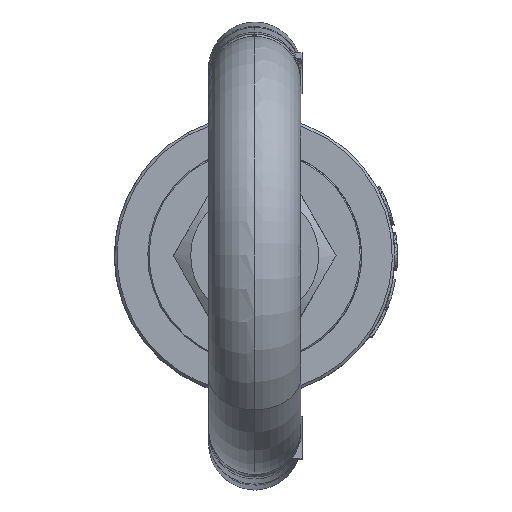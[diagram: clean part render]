
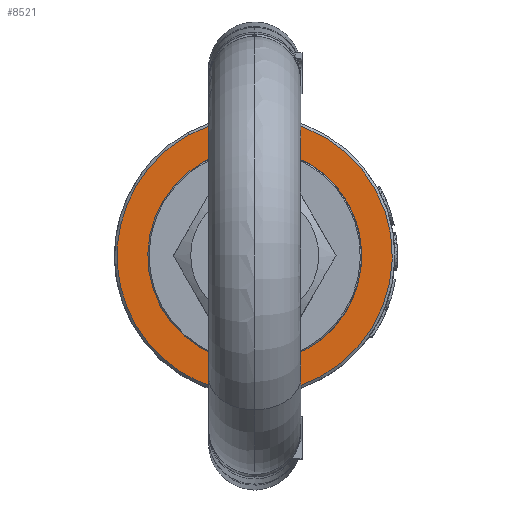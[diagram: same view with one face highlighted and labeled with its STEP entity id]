
A CAD part, top view. The second image highlights one B-rep face of the part: STEP entity #8521.
In plain terms, the highlighted planar face has unit normal (0, 0, 1).
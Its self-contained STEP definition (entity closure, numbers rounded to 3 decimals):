
#4205=CARTESIAN_POINT('Axis2P3D Location',(0.,0.,-79.)) ;
#4209=CARTESIAN_POINT('Vertex',(25.771,-47.174,-79.)) ;
#4211=CARTESIAN_POINT('Vertex',(-25.771,47.174,-79.)) ;
#8468=CARTESIAN_POINT('Axis2P3D Location',(0.,-41.755,-79.)) ;
#8474=CARTESIAN_POINT('Control Point',(25.771,-47.174,-79.)) ;
#8475=CARTESIAN_POINT('Control Point',(21.359,-49.585,-79.)) ;
#8476=CARTESIAN_POINT('Control Point',(16.664,-51.48,-79.)) ;
#8477=CARTESIAN_POINT('Control Point',(11.767,-52.815,-79.)) ;
#8478=CARTESIAN_POINT('Control Point',(1.753,-54.315,-79.)) ;
#8479=CARTESIAN_POINT('Control Point',(-8.336,-53.464,-79.)) ;
#8480=CARTESIAN_POINT('Control Point',(-13.309,-52.448,-79.)) ;
#8481=CARTESIAN_POINT('Control Point',(-22.923,-49.271,-79.)) ;
#8482=CARTESIAN_POINT('Control Point',(-31.546,-43.963,-79.)) ;
#8483=CARTESIAN_POINT('Control Point',(-35.526,-40.814,-79.)) ;
#8484=CARTESIAN_POINT('Control Point',(-42.676,-33.644,-79.)) ;
#8485=CARTESIAN_POINT('Control Point',(-47.979,-25.018,-79.)) ;
#8486=CARTESIAN_POINT('Control Point',(-50.112,-20.413,-79.)) ;
#8487=CARTESIAN_POINT('Control Point',(-53.261,-10.79,-79.)) ;
#8488=CARTESIAN_POINT('Control Point',(-54.105,-0.7,-79.)) ;
#8489=CARTESIAN_POINT('Control Point',(-53.933,4.373,-79.)) ;
#8490=CARTESIAN_POINT('Control Point',(-52.405,14.382,-79.)) ;
#8491=CARTESIAN_POINT('Control Point',(-48.609,23.769,-79.)) ;
#8492=CARTESIAN_POINT('Control Point',(-46.169,28.219,-79.)) ;
#8493=CARTESIAN_POINT('Control Point',(-41.125,35.297,-79.)) ;
#8494=CARTESIAN_POINT('Control Point',(-34.796,41.212,-79.)) ;
#8495=CARTESIAN_POINT('Control Point',(-31.952,43.454,-79.)) ;
#8496=CARTESIAN_POINT('Control Point',(-28.934,45.447,-79.)) ;
#8497=CARTESIAN_POINT('Control Point',(-25.771,47.174,-79.)) ;
#8503=CARTESIAN_POINT('Axis2P3D Location',(0.,0.,-79.)) ;
#8507=CARTESIAN_POINT('Vertex',(20.018,-36.643,-79.)) ;
#8509=CARTESIAN_POINT('Vertex',(-20.018,36.643,-79.)) ;
#8512=CARTESIAN_POINT('Axis2P3D Location',(0.,0.,-79.)) ;
#4206=DIRECTION('Axis2P3D Direction',(0.,-0.,-1.)) ;
#8469=DIRECTION('Axis2P3D Direction',(0.,0.,1.)) ;
#8470=DIRECTION('Axis2P3D XDirection',(1.,0.,0.)) ;
#8504=DIRECTION('Axis2P3D Direction',(0.,0.,1.)) ;
#8513=DIRECTION('Axis2P3D Direction',(0.,0.,1.)) ;
#4207=AXIS2_PLACEMENT_3D('Circle Axis2P3D',#4205,#4206,$) ;
#8471=AXIS2_PLACEMENT_3D('Plane Axis2P3D',#8468,#8469,#8470) ;
#8505=AXIS2_PLACEMENT_3D('Circle Axis2P3D',#8503,#8504,$) ;
#8514=AXIS2_PLACEMENT_3D('Circle Axis2P3D',#8512,#8513,$) ;
#8500=ORIENTED_EDGE('',*,*,#8498,.T.) ;
#8501=ORIENTED_EDGE('',*,*,#4213,.T.) ;
#8518=ORIENTED_EDGE('',*,*,#8511,.F.) ;
#8519=ORIENTED_EDGE('',*,*,#8516,.F.) ;
#8520=FACE_BOUND('',#8517,.T.) ;
#8521=ADVANCED_FACE('\X2\672C9AD4\X0\.2',(#8502,#8520),#8472,.T.) ;
#8473=B_SPLINE_CURVE_WITH_KNOTS('',5,(#8474,#8475,#8476,#8477,#8478,#8479,#8480,#8481,#8482,#8483,#8484,#8485,#8486,#8487,#8488,#8489,#8490,#8491,#8492,#8493,#8494,#8495,#8496,#8497),.UNSPECIFIED.,.F.,.U.,(6,3,3,3,3,3,3,6),(0.,35.557,71.114,106.671,142.228,177.785,213.341,238.825),.UNSPECIFIED.) ;
#4208=CIRCLE('generated circle',#4207,53.755) ;
#8506=CIRCLE('generated circle',#8505,41.755) ;
#8515=CIRCLE('generated circle',#8514,41.755) ;
#4213=EDGE_CURVE('',#4210,#4212,#4208,.F.) ;
#8498=EDGE_CURVE('',#4212,#4210,#8473,.F.) ;
#8511=EDGE_CURVE('',#8508,#8510,#8506,.T.) ;
#8516=EDGE_CURVE('',#8510,#8508,#8515,.T.) ;
#8499=EDGE_LOOP('',(#8500,#8501)) ;
#8517=EDGE_LOOP('',(#8518,#8519)) ;
#8502=FACE_OUTER_BOUND('',#8499,.T.) ;
#8472=PLANE('',#8471) ;
#4210=VERTEX_POINT('',#4209) ;
#4212=VERTEX_POINT('',#4211) ;
#8508=VERTEX_POINT('',#8507) ;
#8510=VERTEX_POINT('',#8509) ;
